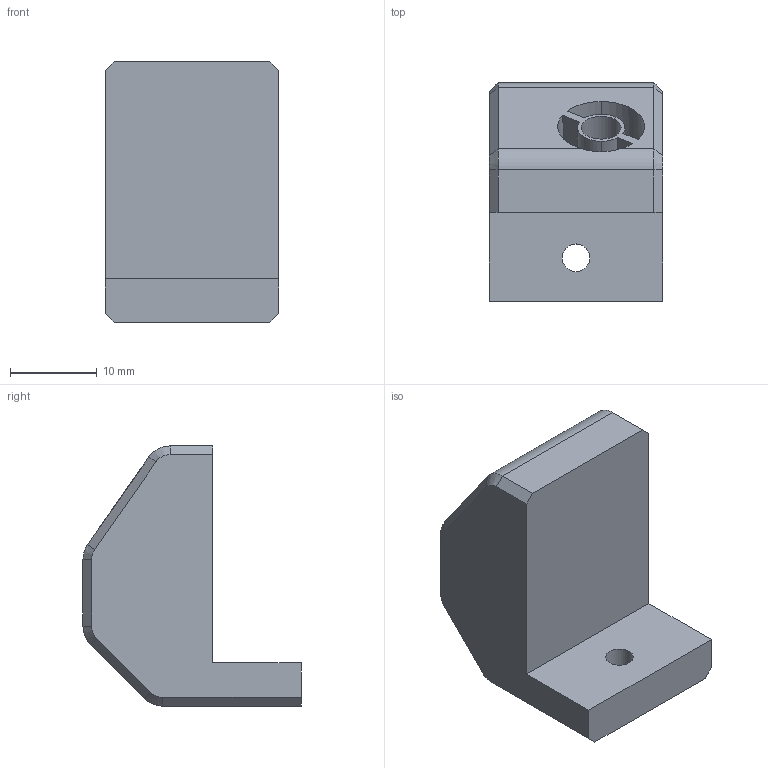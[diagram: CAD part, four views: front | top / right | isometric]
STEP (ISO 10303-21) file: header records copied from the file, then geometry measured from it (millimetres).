
FILE_DESCRIPTION(('HOOPS Exchange Step'),'2;1');
FILE_NAME('Stock Camera Mount.stp','2026-02-08T21:51:09+19:00',('RED'),('Unknown organisation'),'HOOPS Exchange 2025.8','HOOPS Exchange','Unknown authorisation');
FILE_SCHEMA( ('AP203_CONFIGURATION_CONTROLLED_3D_DESIGN_OF_MECHANICAL_PARTS_AND_ASSEMBLIES_MIM_LF') );
Length unit declared in the file: millimetre
Products named in the file (2): 0; root
Assembly tree (1 placements, depth 2):
  root
    0
Bounding box: 20 x 25.2 x 30.07 mm (x, y, z)
Volume: 7881.1 mm3; surface area: 3145.1 mm2
Topology: 1 solids, 1 shells, 46 faces, 119 edges, 75 vertices
Faces by surface type: plane 27, cylinder 11, cone 8
Full cylindrical faces by diameter (mm): 3.2 x1, 4.6 x1
Entity records: 1463 total; most frequent: CARTESIAN_POINT 261, DIRECTION 256, ORIENTED_EDGE 238, EDGE_CURVE 119, AXIS2_PLACEMENT_3D 89, VECTOR 78, LINE 78, VERTEX_POINT 75
